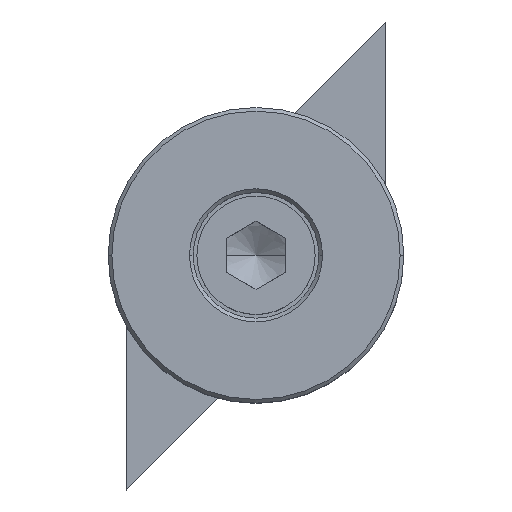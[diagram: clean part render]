
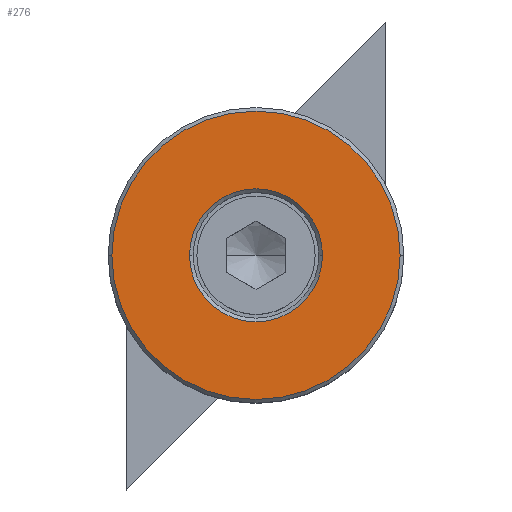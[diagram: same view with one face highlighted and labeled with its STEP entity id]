
A CAD part, top view. The second image highlights one B-rep face of the part: STEP entity #276.
In plain terms, the highlighted planar face has unit normal (0, 0, 1).
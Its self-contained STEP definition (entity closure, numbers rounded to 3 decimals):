
#276=ADVANCED_FACE('',(#781,#782),#783,.T.);
#388=EDGE_CURVE('',#408,#396,#903,.T.);
#396=VERTEX_POINT('',#911);
#408=VERTEX_POINT('',#924);
#474=EDGE_CURVE('',#548,#650,#995,.T.);
#482=EDGE_CURVE('',#396,#408,#1003,.T.);
#510=EDGE_CURVE('',#650,#548,#1034,.T.);
#548=VERTEX_POINT('',#1076);
#650=VERTEX_POINT('',#1193);
#781=FACE_BOUND('',#1335,.T.);
#782=FACE_OUTER_BOUND('',#1336,.T.);
#783=PLANE('',#1337);
#903=CIRCLE('',#1535,19.5);
#911=CARTESIAN_POINT('',(-19.5,0.,25.0));
#924=CARTESIAN_POINT('',(19.5,0.,25.0));
#995=CIRCLE('',#1664,9.);
#1003=CIRCLE('',#1676,19.5);
#1034=CIRCLE('',#1730,9.);
#1076=CARTESIAN_POINT('',(9.,0.,25.0));
#1193=CARTESIAN_POINT('',(-9.0,0.,25.0));
#1335=EDGE_LOOP('',(#2159,#2160));
#1336=EDGE_LOOP('',(#2161,#2162));
#1337=AXIS2_PLACEMENT_3D('',#2163,#2164,#2165);
#1535=AXIS2_PLACEMENT_3D('',#2277,#2278,#2279);
#1664=AXIS2_PLACEMENT_3D('',#2357,#2358,#2359);
#1676=AXIS2_PLACEMENT_3D('',#2364,#2365,#2366);
#1730=AXIS2_PLACEMENT_3D('',#2403,#2404,#2405);
#2159=ORIENTED_EDGE('',*,*,#474,.T.);
#2160=ORIENTED_EDGE('',*,*,#510,.T.);
#2161=ORIENTED_EDGE('',*,*,#388,.T.);
#2162=ORIENTED_EDGE('',*,*,#482,.T.);
#2163=CARTESIAN_POINT('',(9.75,0.,25.0));
#2164=DIRECTION('',(0.0,0.0,1.0));
#2165=DIRECTION('',(1.0,0.,0.0));
#2277=CARTESIAN_POINT('',(0.,0.,25.0));
#2278=DIRECTION('',(0.0,-0.0,1.0));
#2279=DIRECTION('',(1.0,0.,0.0));
#2357=CARTESIAN_POINT('',(0.,0.,25.0));
#2358=DIRECTION('',(0.0,0.0,-1.0));
#2359=DIRECTION('',(1.0,0.,0.0));
#2364=CARTESIAN_POINT('',(0.,0.,25.0));
#2365=DIRECTION('',(0.0,-0.0,1.0));
#2366=DIRECTION('',(1.0,0.,0.0));
#2403=CARTESIAN_POINT('',(0.,0.,25.0));
#2404=DIRECTION('',(0.0,0.0,-1.0));
#2405=DIRECTION('',(1.0,0.,0.0));
